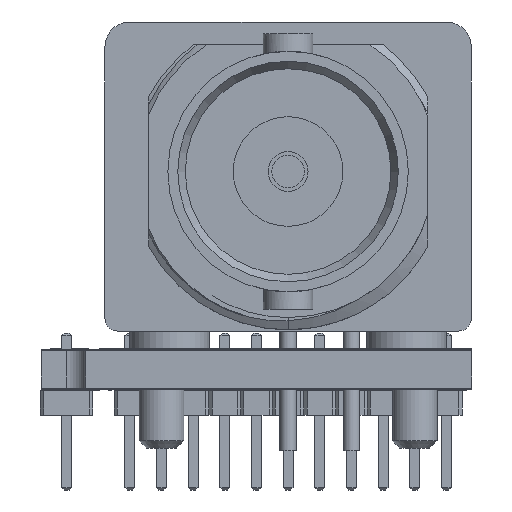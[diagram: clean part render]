
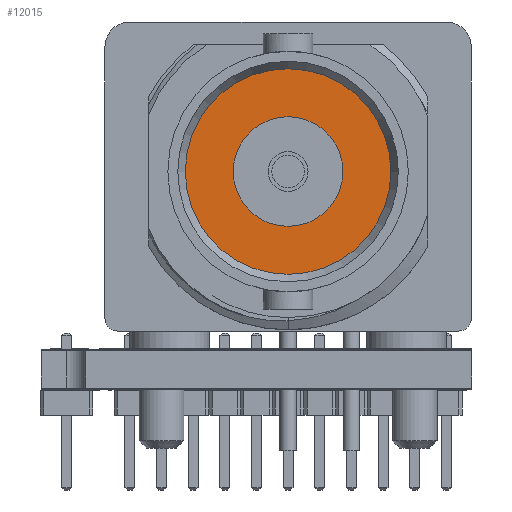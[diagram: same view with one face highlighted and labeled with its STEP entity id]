
A CAD part, front view. The second image highlights one B-rep face of the part: STEP entity #12015.
In plain terms, the highlighted face is planar.
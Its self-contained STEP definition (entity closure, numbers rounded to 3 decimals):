
#11995 = VERTEX_POINT('',#11996);
#11996 = CARTESIAN_POINT('',(0.,24.98,11.225));
#12002 = EDGE_CURVE('',#11995,#11995,#12003,.T.);
#12003 = CIRCLE('',#12004,4.125);
#12004 = AXIS2_PLACEMENT_3D('',#12005,#12006,#12007);
#12005 = CARTESIAN_POINT('',(0.,24.98,7.1));
#12006 = DIRECTION('',(0.,1.,0.));
#12007 = DIRECTION('',(0.,0.,1.));
#12015 = ADVANCED_FACE('',(#12016,#12019),#12030,.F.);
#12016 = FACE_BOUND('',#12017,.T.);
#12017 = EDGE_LOOP('',(#12018));
#12018 = ORIENTED_EDGE('',*,*,#12002,.T.);
#12019 = FACE_BOUND('',#12020,.T.);
#12020 = EDGE_LOOP('',(#12021));
#12021 = ORIENTED_EDGE('',*,*,#12022,.F.);
#12022 = EDGE_CURVE('',#12023,#12023,#12025,.T.);
#12023 = VERTEX_POINT('',#12024);
#12024 = CARTESIAN_POINT('',(0.,24.98,9.3));
#12025 = CIRCLE('',#12026,2.2);
#12026 = AXIS2_PLACEMENT_3D('',#12027,#12028,#12029);
#12027 = CARTESIAN_POINT('',(0.,24.98,7.1));
#12028 = DIRECTION('',(0.,1.,0.));
#12029 = DIRECTION('',(0.,0.,1.));
#12030 = PLANE('',#12031);
#12031 = AXIS2_PLACEMENT_3D('',#12032,#12033,#12034);
#12032 = CARTESIAN_POINT('',(0.,24.98,7.1));
#12033 = DIRECTION('',(0.,-1.,0.));
#12034 = DIRECTION('',(0.,0.,-1.));
